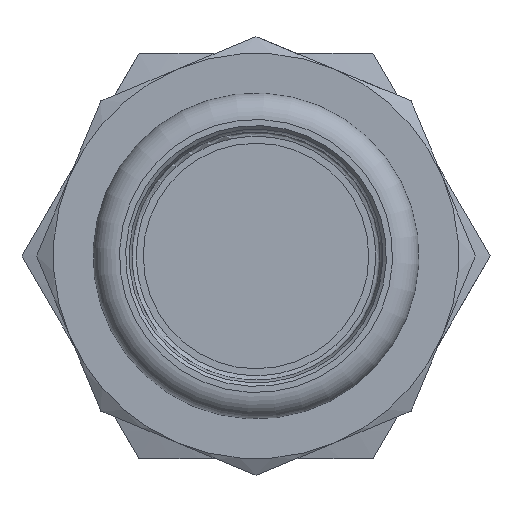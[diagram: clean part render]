
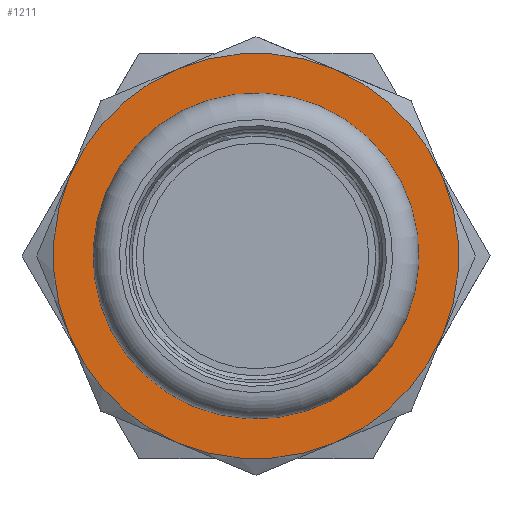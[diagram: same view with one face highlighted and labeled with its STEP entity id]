
A CAD part, left-side view. The second image highlights one B-rep face of the part: STEP entity #1211.
In plain terms, the highlighted planar face has unit normal (-1, 0, 0).
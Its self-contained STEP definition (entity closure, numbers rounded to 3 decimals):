
#29=FACE_BOUND('',#325,.T.);
#122=CIRCLE('',#1357,23.);
#123=CIRCLE('',#1358,23.);
#124=CIRCLE('',#1359,23.);
#125=CIRCLE('',#1360,23.);
#126=CIRCLE('',#1361,23.);
#127=CIRCLE('',#1362,23.);
#128=CIRCLE('',#1363,23.);
#129=CIRCLE('',#1364,23.);
#130=CIRCLE('',#1365,18.);
#237=FACE_OUTER_BOUND('',#324,.T.);
#324=EDGE_LOOP('',(#882,#883,#884,#885,#886,#887,#888,#889));
#325=EDGE_LOOP('',(#890));
#504=VERTEX_POINT('',#2110);
#505=VERTEX_POINT('',#2111);
#506=VERTEX_POINT('',#2113);
#507=VERTEX_POINT('',#2115);
#508=VERTEX_POINT('',#2117);
#509=VERTEX_POINT('',#2119);
#510=VERTEX_POINT('',#2121);
#511=VERTEX_POINT('',#2123);
#512=VERTEX_POINT('',#2126);
#635=EDGE_CURVE('',#504,#505,#122,.T.);
#636=EDGE_CURVE('',#506,#504,#123,.T.);
#637=EDGE_CURVE('',#507,#506,#124,.T.);
#638=EDGE_CURVE('',#508,#507,#125,.T.);
#639=EDGE_CURVE('',#509,#508,#126,.T.);
#640=EDGE_CURVE('',#510,#509,#127,.T.);
#641=EDGE_CURVE('',#511,#510,#128,.T.);
#642=EDGE_CURVE('',#505,#511,#129,.T.);
#643=EDGE_CURVE('',#512,#512,#130,.T.);
#882=ORIENTED_EDGE('',*,*,#635,.F.);
#883=ORIENTED_EDGE('',*,*,#636,.F.);
#884=ORIENTED_EDGE('',*,*,#637,.F.);
#885=ORIENTED_EDGE('',*,*,#638,.F.);
#886=ORIENTED_EDGE('',*,*,#639,.F.);
#887=ORIENTED_EDGE('',*,*,#640,.F.);
#888=ORIENTED_EDGE('',*,*,#641,.F.);
#889=ORIENTED_EDGE('',*,*,#642,.F.);
#890=ORIENTED_EDGE('',*,*,#643,.F.);
#1075=PLANE('',#1356);
#1211=ADVANCED_FACE('',(#237,#29),#1075,.F.);
#1356=AXIS2_PLACEMENT_3D('',#2109,#1613,#1614);
#1357=AXIS2_PLACEMENT_3D('',#2112,#1615,#1616);
#1358=AXIS2_PLACEMENT_3D('',#2114,#1617,#1618);
#1359=AXIS2_PLACEMENT_3D('',#2116,#1619,#1620);
#1360=AXIS2_PLACEMENT_3D('',#2118,#1621,#1622);
#1361=AXIS2_PLACEMENT_3D('',#2120,#1623,#1624);
#1362=AXIS2_PLACEMENT_3D('',#2122,#1625,#1626);
#1363=AXIS2_PLACEMENT_3D('',#2124,#1627,#1628);
#1364=AXIS2_PLACEMENT_3D('',#2125,#1629,#1630);
#1365=AXIS2_PLACEMENT_3D('',#2127,#1631,#1632);
#1613=DIRECTION('center_axis',(1.,0.,0.));
#1614=DIRECTION('ref_axis',(0.,1.,0.));
#1615=DIRECTION('center_axis',(1.,0.,0.));
#1616=DIRECTION('ref_axis',(0.,-0.98,-0.2));
#1617=DIRECTION('center_axis',(1.,0.,0.));
#1618=DIRECTION('ref_axis',(0.,-0.98,-0.2));
#1619=DIRECTION('center_axis',(1.,0.,0.));
#1620=DIRECTION('ref_axis',(0.,-0.98,-0.2));
#1621=DIRECTION('center_axis',(1.,0.,0.));
#1622=DIRECTION('ref_axis',(0.,-0.98,-0.2));
#1623=DIRECTION('center_axis',(1.,0.,0.));
#1624=DIRECTION('ref_axis',(0.,-0.98,-0.2));
#1625=DIRECTION('center_axis',(1.,0.,0.));
#1626=DIRECTION('ref_axis',(0.,-0.98,-0.2));
#1627=DIRECTION('center_axis',(1.,0.,0.));
#1628=DIRECTION('ref_axis',(0.,-0.98,-0.2));
#1629=DIRECTION('center_axis',(1.,0.,0.));
#1630=DIRECTION('ref_axis',(0.,-0.98,-0.2));
#1631=DIRECTION('center_axis',(-1.,0.,0.));
#1632=DIRECTION('ref_axis',(0.,-0.764,-0.645));
#2109=CARTESIAN_POINT('Origin',(24.7,18.05,0.));
#2110=CARTESIAN_POINT('',(24.7,-21.249,-8.802));
#2111=CARTESIAN_POINT('',(24.7,-8.802,-21.249));
#2112=CARTESIAN_POINT('Origin',(24.7,0.,0.));
#2113=CARTESIAN_POINT('',(24.7,-21.249,8.802));
#2114=CARTESIAN_POINT('Origin',(24.7,0.,0.));
#2115=CARTESIAN_POINT('',(24.7,-8.802,21.249));
#2116=CARTESIAN_POINT('Origin',(24.7,0.,0.));
#2117=CARTESIAN_POINT('',(24.7,8.802,21.249));
#2118=CARTESIAN_POINT('Origin',(24.7,0.,0.));
#2119=CARTESIAN_POINT('',(24.7,21.249,8.802));
#2120=CARTESIAN_POINT('Origin',(24.7,0.,0.));
#2121=CARTESIAN_POINT('',(24.7,21.249,-8.802));
#2122=CARTESIAN_POINT('Origin',(24.7,0.,0.));
#2123=CARTESIAN_POINT('',(24.7,8.802,-21.249));
#2124=CARTESIAN_POINT('Origin',(24.7,0.,0.));
#2125=CARTESIAN_POINT('Origin',(24.7,0.,0.));
#2126=CARTESIAN_POINT('',(24.7,13.756,11.609));
#2127=CARTESIAN_POINT('Origin',(24.7,0.,0.));
